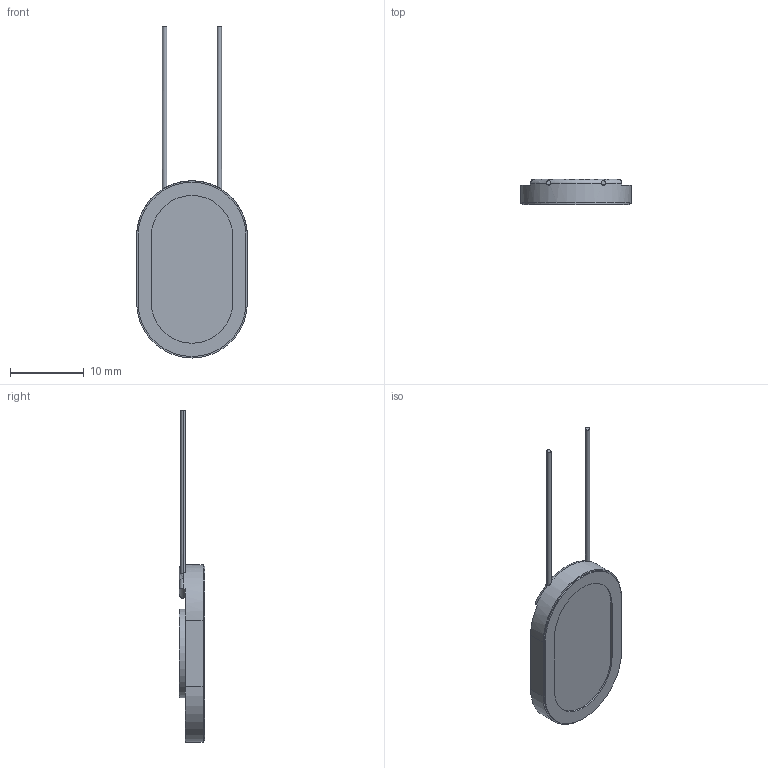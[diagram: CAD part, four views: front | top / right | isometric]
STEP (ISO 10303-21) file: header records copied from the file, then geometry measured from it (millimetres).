
FILE_DESCRIPTION((''),'2;1');
FILE_NAME('LY152404','2012-09-18T',('Administrator'),(''),'PRO/ENGINEER BY PARAMETRIC TECHNOLOGY CORPORATION, 2008230','PRO/ENGINEER BY PARAMETRIC TECHNOLOGY CORPORATION, 2008230','');
FILE_SCHEMA(('AUTOMOTIVE_DESIGN_CC2 { 1 2 10303 214 -1 1 5 2 }'));
Length unit declared in the file: millimetre
Products named in the file (1): LY152404
Bounding box: 15 x 3.4 x 44.95 mm (x, y, z)
Volume: 892.9 mm3; surface area: 932.5 mm2
Topology: 1 solids, 1 shells, 33 faces, 83 edges, 56 vertices
Faces by surface type: plane 16, cylinder 15, torus 2
Entity records: 1138 total; most frequent: CARTESIAN_POINT 290, DIRECTION 169, ORIENTED_EDGE 164, EDGE_CURVE 82, AXIS2_PLACEMENT_3D 64, VERTEX_POINT 54, VECTOR 41, LINE 41
